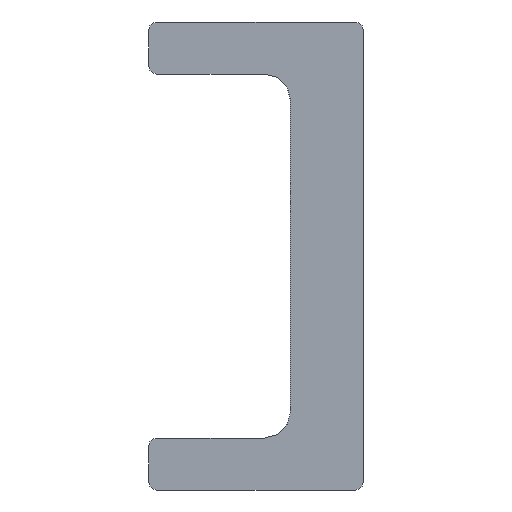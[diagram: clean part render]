
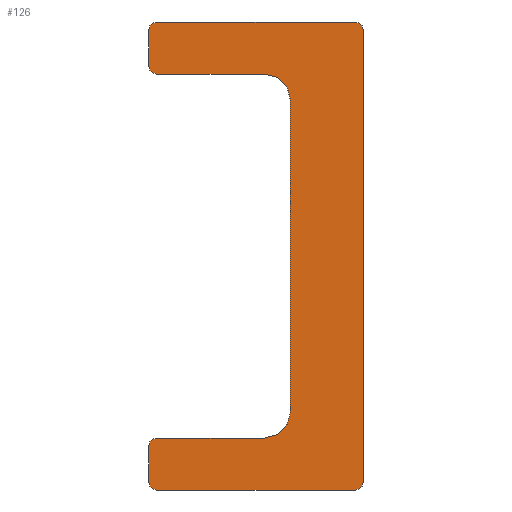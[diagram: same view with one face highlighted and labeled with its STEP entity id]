
A CAD part, front view. The second image highlights one B-rep face of the part: STEP entity #126.
In plain terms, the highlighted planar face has unit normal (0, -1, 0).
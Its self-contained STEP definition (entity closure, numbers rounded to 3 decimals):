
#126 = ADVANCED_FACE( '', ( #305 ), #306, .F. );
#305 = FACE_OUTER_BOUND( '', #606, .T. );
#306 = PLANE( '', #607 );
#606 = EDGE_LOOP( '', ( #955, #956, #957, #958, #959, #960, #961, #962, #963, #964, #965, #966, #967, #968, #969, #970 ) );
#607 = AXIS2_PLACEMENT_3D( '', #971, #972, #973 );
#955 = ORIENTED_EDGE( '', *, *, #1400, .F. );
#956 = ORIENTED_EDGE( '', *, *, #1397, .T. );
#957 = ORIENTED_EDGE( '', *, *, #1376, .F. );
#958 = ORIENTED_EDGE( '', *, *, #1401, .T. );
#959 = ORIENTED_EDGE( '', *, *, #1402, .F. );
#960 = ORIENTED_EDGE( '', *, *, #1403, .T. );
#961 = ORIENTED_EDGE( '', *, *, #1404, .F. );
#962 = ORIENTED_EDGE( '', *, *, #1405, .T. );
#963 = ORIENTED_EDGE( '', *, *, #1406, .F. );
#964 = ORIENTED_EDGE( '', *, *, #1357, .T. );
#965 = ORIENTED_EDGE( '', *, *, #1360, .F. );
#966 = ORIENTED_EDGE( '', *, *, #1346, .T. );
#967 = ORIENTED_EDGE( '', *, *, #1407, .F. );
#968 = ORIENTED_EDGE( '', *, *, #1341, .T. );
#969 = ORIENTED_EDGE( '', *, *, #1408, .F. );
#970 = ORIENTED_EDGE( '', *, *, #1409, .T. );
#971 = CARTESIAN_POINT( '', ( -4.125, 0., 9. ) );
#972 = DIRECTION( '', ( 0., 1., 0. ) );
#973 = DIRECTION( '', ( 0., 0., 1. ) );
#1341 = EDGE_CURVE( '', #1530, #1528, #1531, .F. );
#1346 = EDGE_CURVE( '', #1539, #1537, #1540, .F. );
#1357 = EDGE_CURVE( '', #1558, #1556, #1559, .T. );
#1360 = EDGE_CURVE( '', #1539, #1556, #1562, .T. );
#1376 = EDGE_CURVE( '', #1586, #1587, #1588, .T. );
#1397 = EDGE_CURVE( '', #1622, #1587, #1623, .F. );
#1400 = EDGE_CURVE( '', #1622, #1626, #1627, .T. );
#1401 = EDGE_CURVE( '', #1586, #1628, #1629, .F. );
#1402 = EDGE_CURVE( '', #1630, #1628, #1631, .T. );
#1403 = EDGE_CURVE( '', #1630, #1632, #1633, .F. );
#1404 = EDGE_CURVE( '', #1634, #1632, #1635, .T. );
#1405 = EDGE_CURVE( '', #1634, #1636, #1637, .T. );
#1406 = EDGE_CURVE( '', #1558, #1636, #1638, .T. );
#1407 = EDGE_CURVE( '', #1530, #1537, #1639, .T. );
#1408 = EDGE_CURVE( '', #1640, #1528, #1641, .T. );
#1409 = EDGE_CURVE( '', #1640, #1626, #1642, .F. );
#1528 = VERTEX_POINT( '', #1818 );
#1530 = VERTEX_POINT( '', #1821 );
#1531 = CIRCLE( '', #1822, 0.3 );
#1537 = VERTEX_POINT( '', #1829 );
#1539 = VERTEX_POINT( '', #1832 );
#1540 = CIRCLE( '', #1833, 0.3 );
#1556 = VERTEX_POINT( '', #1850 );
#1558 = VERTEX_POINT( '', #1853 );
#1559 = CIRCLE( '', #1854, 1. );
#1562 = LINE( '', #1858, #1859 );
#1586 = VERTEX_POINT( '', #1884 );
#1587 = VERTEX_POINT( '', #1885 );
#1588 = LINE( '', #1886, #1887 );
#1622 = VERTEX_POINT( '', #1924 );
#1623 = CIRCLE( '', #1925, 0.3 );
#1626 = VERTEX_POINT( '', #1929 );
#1627 = LINE( '', #1930, #1931 );
#1628 = VERTEX_POINT( '', #1932 );
#1629 = CIRCLE( '', #1933, 0.3 );
#1630 = VERTEX_POINT( '', #1934 );
#1631 = LINE( '', #1935, #1936 );
#1632 = VERTEX_POINT( '', #1937 );
#1633 = CIRCLE( '', #1938, 0.3 );
#1634 = VERTEX_POINT( '', #1939 );
#1635 = LINE( '', #1940, #1941 );
#1636 = VERTEX_POINT( '', #1942 );
#1637 = CIRCLE( '', #1943, 1. );
#1638 = LINE( '', #1944, #1945 );
#1639 = LINE( '', #1946, #1947 );
#1640 = VERTEX_POINT( '', #1948 );
#1641 = LINE( '', #1949, #1950 );
#1642 = CIRCLE( '', #1951, 0.3 );
#1818 = CARTESIAN_POINT( '', ( -3.825, 0., -9. ) );
#1821 = CARTESIAN_POINT( '', ( -4.125, 0., -8.7 ) );
#1822 = AXIS2_PLACEMENT_3D( '', #2140, #2141, #2142 );
#1829 = CARTESIAN_POINT( '', ( -4.125, 0., -7.3 ) );
#1832 = CARTESIAN_POINT( '', ( -3.825, 0., -7. ) );
#1833 = AXIS2_PLACEMENT_3D( '', #2148, #2149, #2150 );
#1850 = CARTESIAN_POINT( '', ( 0.325, 0., -7. ) );
#1853 = CARTESIAN_POINT( '', ( 1.325, 0., -6. ) );
#1854 = AXIS2_PLACEMENT_3D( '', #2168, #2169, #2170 );
#1858 = CARTESIAN_POINT( '', ( 1.325, 0., -7. ) );
#1859 = VECTOR( '', #2172, 1000. );
#1884 = CARTESIAN_POINT( '', ( -3.825, 0., 9. ) );
#1885 = CARTESIAN_POINT( '', ( 3.825, 0., 9. ) );
#1886 = CARTESIAN_POINT( '', ( -4.125, 0., 9. ) );
#1887 = VECTOR( '', #2198, 1000. );
#1924 = CARTESIAN_POINT( '', ( 4.125, 0., 8.7 ) );
#1925 = AXIS2_PLACEMENT_3D( '', #2235, #2236, #2237 );
#1929 = CARTESIAN_POINT( '', ( 4.125, 0., -8.7 ) );
#1930 = CARTESIAN_POINT( '', ( 4.125, 0., 9. ) );
#1931 = VECTOR( '', #2239, 1000. );
#1932 = CARTESIAN_POINT( '', ( -4.125, 0., 8.7 ) );
#1933 = AXIS2_PLACEMENT_3D( '', #2240, #2241, #2242 );
#1934 = CARTESIAN_POINT( '', ( -4.125, 0., 7.3 ) );
#1935 = CARTESIAN_POINT( '', ( -4.125, 0., -9. ) );
#1936 = VECTOR( '', #2243, 1000. );
#1937 = CARTESIAN_POINT( '', ( -3.825, 0., 7. ) );
#1938 = AXIS2_PLACEMENT_3D( '', #2244, #2245, #2246 );
#1939 = CARTESIAN_POINT( '', ( 0.325, 0., 7. ) );
#1940 = CARTESIAN_POINT( '', ( -4.125, 0., 7. ) );
#1941 = VECTOR( '', #2247, 1000. );
#1942 = CARTESIAN_POINT( '', ( 1.325, 0., 6. ) );
#1943 = AXIS2_PLACEMENT_3D( '', #2248, #2249, #2250 );
#1944 = CARTESIAN_POINT( '', ( 1.325, 0., 7. ) );
#1945 = VECTOR( '', #2251, 1000. );
#1946 = CARTESIAN_POINT( '', ( -4.125, 0., -9. ) );
#1947 = VECTOR( '', #2252, 1000. );
#1948 = CARTESIAN_POINT( '', ( 3.825, 0., -9. ) );
#1949 = CARTESIAN_POINT( '', ( 4.125, 0., -9. ) );
#1950 = VECTOR( '', #2253, 1000. );
#1951 = AXIS2_PLACEMENT_3D( '', #2254, #2255, #2256 );
#2140 = CARTESIAN_POINT( '', ( -3.825, 0., -8.7 ) );
#2141 = DIRECTION( '', ( 0., 1., 0. ) );
#2142 = DIRECTION( '', ( 0., 0., 1. ) );
#2148 = CARTESIAN_POINT( '', ( -3.825, 0., -7.3 ) );
#2149 = DIRECTION( '', ( 0., 1., 0. ) );
#2150 = DIRECTION( '', ( 0., 0., 1. ) );
#2168 = CARTESIAN_POINT( '', ( 0.325, 0., -6. ) );
#2169 = DIRECTION( '', ( 0., 1., 0. ) );
#2170 = DIRECTION( '', ( 0., 0., 1. ) );
#2172 = DIRECTION( '', ( 1., 0., 0. ) );
#2198 = DIRECTION( '', ( 1., 0., 0. ) );
#2235 = CARTESIAN_POINT( '', ( 3.825, 0., 8.7 ) );
#2236 = DIRECTION( '', ( 0., 1., 0. ) );
#2237 = DIRECTION( '', ( 0., 0., 1. ) );
#2239 = DIRECTION( '', ( 0., 0., -1. ) );
#2240 = CARTESIAN_POINT( '', ( -3.825, 0., 8.7 ) );
#2241 = DIRECTION( '', ( 0., 1., 0. ) );
#2242 = DIRECTION( '', ( 0., 0., 1. ) );
#2243 = DIRECTION( '', ( 0., 0., 1. ) );
#2244 = CARTESIAN_POINT( '', ( -3.825, 0., 7.3 ) );
#2245 = DIRECTION( '', ( 0., 1., 0. ) );
#2246 = DIRECTION( '', ( 0., 0., 1. ) );
#2247 = DIRECTION( '', ( -1., 0., 0. ) );
#2248 = CARTESIAN_POINT( '', ( 0.325, 0., 6. ) );
#2249 = DIRECTION( '', ( 0., 1., 0. ) );
#2250 = DIRECTION( '', ( 0., 0., 1. ) );
#2251 = DIRECTION( '', ( 0., 0., 1. ) );
#2252 = DIRECTION( '', ( 0., 0., 1. ) );
#2253 = DIRECTION( '', ( -1., 0., 0. ) );
#2254 = CARTESIAN_POINT( '', ( 3.825, 0., -8.7 ) );
#2255 = DIRECTION( '', ( 0., 1., 0. ) );
#2256 = DIRECTION( '', ( 0., 0., 1. ) );
